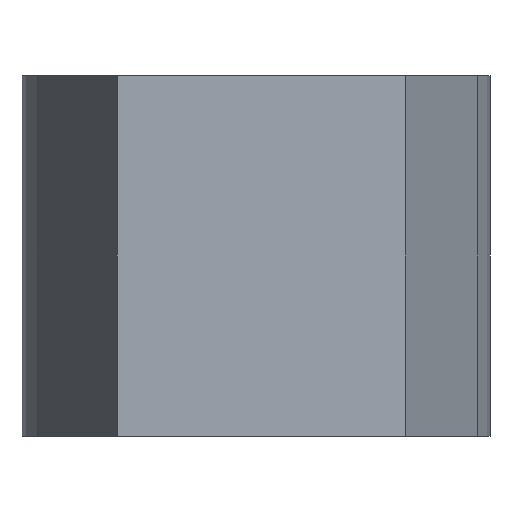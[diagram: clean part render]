
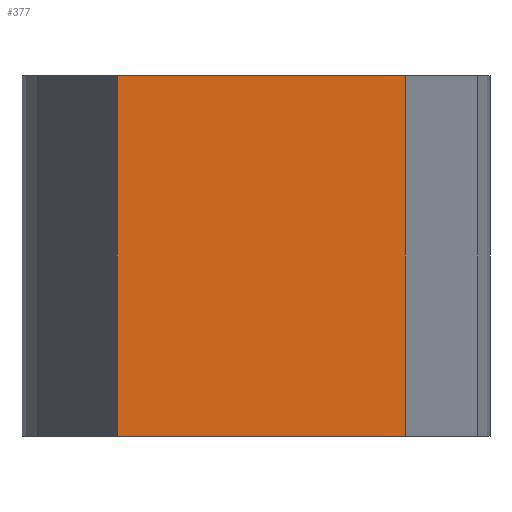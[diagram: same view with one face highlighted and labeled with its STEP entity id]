
A CAD part, left-side view. The second image highlights one B-rep face of the part: STEP entity #377.
In plain terms, the highlighted planar face has unit normal (-1, 0, 0).
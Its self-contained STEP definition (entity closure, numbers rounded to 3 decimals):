
#14 = VERTEX_POINT ( 'NONE', #85 ) ;
#39 = LINE ( 'NONE', #549, #285 ) ;
#60 = EDGE_CURVE ( 'NONE', #318, #402, #652, .T. ) ;
#85 = CARTESIAN_POINT ( 'NONE',  ( -80., 38.563, 50. ) ) ;
#199 = VECTOR ( 'NONE', #524, 1000. ) ;
#214 = ORIENTED_EDGE ( 'NONE', *, *, #60, .F. ) ;
#244 = EDGE_CURVE ( 'NONE', #14, #318, #39, .T. ) ;
#255 = EDGE_CURVE ( 'NONE', #14, #434, #792, .T. ) ;
#285 = VECTOR ( 'NONE', #291, 1000. ) ;
#291 = DIRECTION ( 'NONE',  ( 0., -1., 0. ) ) ;
#295 = CARTESIAN_POINT ( 'NONE',  ( -80., 38.563, 50. ) ) ;
#317 = VECTOR ( 'NONE', #614, 1000. ) ;
#318 = VERTEX_POINT ( 'NONE', #648 ) ;
#325 = ORIENTED_EDGE ( 'NONE', *, *, #600, .T. ) ;
#344 = CARTESIAN_POINT ( 'NONE',  ( -80., -41.437, 50. ) ) ;
#373 = DIRECTION ( 'NONE',  ( 0., 1., 0. ) ) ;
#377 = ADVANCED_FACE ( 'NONE', ( #629 ), #719, .F. ) ;
#400 = DIRECTION ( 'NONE',  ( 1., 0., 0. ) ) ;
#402 = VERTEX_POINT ( 'NONE', #651 ) ;
#434 = VERTEX_POINT ( 'NONE', #507 ) ;
#487 = EDGE_LOOP ( 'NONE', ( #325, #214, #661, #796 ) ) ;
#489 = VECTOR ( 'NONE', #677, 1000. ) ;
#507 = CARTESIAN_POINT ( 'NONE',  ( -80., 38.563, -50. ) ) ;
#524 = DIRECTION ( 'NONE',  ( 0., 0., -1. ) ) ;
#549 = CARTESIAN_POINT ( 'NONE',  ( -80., 38.563, 50. ) ) ;
#600 = EDGE_CURVE ( 'NONE', #434, #402, #722, .T. ) ;
#614 = DIRECTION ( 'NONE',  ( 0., -1., 0. ) ) ;
#621 = AXIS2_PLACEMENT_3D ( 'NONE', #759, #400, #373 ) ;
#629 = FACE_OUTER_BOUND ( 'NONE', #487, .T. ) ;
#648 = CARTESIAN_POINT ( 'NONE',  ( -80., -41.437, 50. ) ) ;
#651 = CARTESIAN_POINT ( 'NONE',  ( -80., -41.437, -50. ) ) ;
#652 = LINE ( 'NONE', #344, #199 ) ;
#661 = ORIENTED_EDGE ( 'NONE', *, *, #244, .F. ) ;
#677 = DIRECTION ( 'NONE',  ( 0., 0., -1. ) ) ;
#719 = PLANE ( 'NONE',  #621 ) ;
#722 = LINE ( 'NONE', #794, #317 ) ;
#759 = CARTESIAN_POINT ( 'NONE',  ( -80., 38.563, 50. ) ) ;
#792 = LINE ( 'NONE', #295, #489 ) ;
#794 = CARTESIAN_POINT ( 'NONE',  ( -80., 38.563, -50. ) ) ;
#796 = ORIENTED_EDGE ( 'NONE', *, *, #255, .T. ) ;
